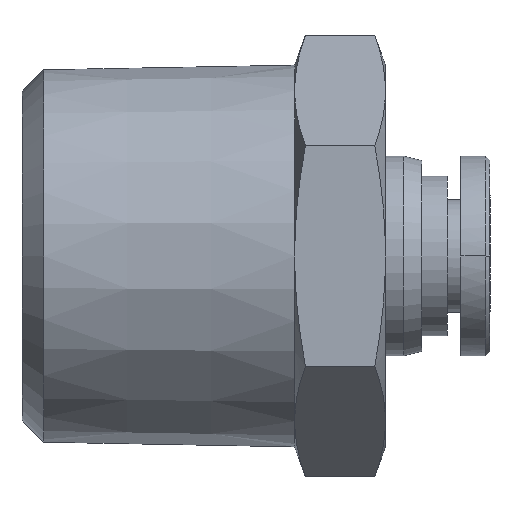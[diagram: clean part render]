
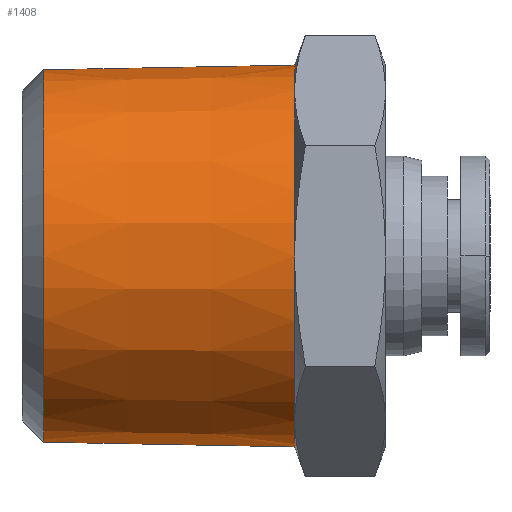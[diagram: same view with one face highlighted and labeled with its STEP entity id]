
A CAD part, front view. The second image highlights one B-rep face of the part: STEP entity #1408.
In plain terms, the highlighted conical face has half-angle 1.06 degrees and reference radius 10.5 mm.
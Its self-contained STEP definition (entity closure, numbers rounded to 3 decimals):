
#28 = VECTOR ( 'NONE', #2184, 1000. ) ;
#176 = AXIS2_PLACEMENT_3D ( 'NONE', #9948, #6103, #10185 ) ;
#540 = VERTEX_POINT ( 'NONE', #11775 ) ;
#794 = DIRECTION ( 'NONE',  ( 1., 0., 0. ) ) ;
#883 = ORIENTED_EDGE ( 'NONE', *, *, #6639, .F. ) ;
#1196 = VERTEX_POINT ( 'NONE', #10760 ) ;
#1273 = EDGE_CURVE ( 'NONE', #5331, #11929, #9607, .T. ) ;
#1324 = ORIENTED_EDGE ( 'NONE', *, *, #12190, .T. ) ;
#1329 = CIRCLE ( 'NONE', #9320, 10.5 ) ;
#1408 = ADVANCED_FACE ( 'NONE', ( #10647 ), #7433, .T. ) ;
#1409 = VECTOR ( 'NONE', #11605, 1000. ) ;
#1733 = CIRCLE ( 'NONE', #7053, 10.5 ) ;
#1971 = ORIENTED_EDGE ( 'NONE', *, *, #3468, .T. ) ;
#2184 = DIRECTION ( 'NONE',  ( 1., 0., 0.018 ) ) ;
#2510 = ORIENTED_EDGE ( 'NONE', *, *, #11059, .T. ) ;
#2619 = ORIENTED_EDGE ( 'NONE', *, *, #7652, .T. ) ;
#2651 = DIRECTION ( 'NONE',  ( 0., 0., 1. ) ) ;
#2756 = DIRECTION ( 'NONE',  ( -1., 0., 0. ) ) ;
#3191 = LINE ( 'NONE', #7038, #28 ) ;
#3220 = DIRECTION ( 'NONE',  ( 0., 0., 1. ) ) ;
#3468 = EDGE_CURVE ( 'NONE', #540, #11020, #1329, .T. ) ;
#3748 = ORIENTED_EDGE ( 'NONE', *, *, #8874, .T. ) ;
#3816 = AXIS2_PLACEMENT_3D ( 'NONE', #9023, #4173, #3220 ) ;
#4173 = DIRECTION ( 'NONE',  ( -1., 0., 0. ) ) ;
#4558 = CARTESIAN_POINT ( 'NONE',  ( 24.247, 17.287, -5.902 ) ) ;
#4601 = CARTESIAN_POINT ( 'NONE',  ( 10.446, 17.287, 4.342 ) ) ;
#4830 = CARTESIAN_POINT ( 'NONE',  ( 24.247, 17.287, -16.402 ) ) ;
#5290 = CIRCLE ( 'NONE', #3816, 10.5 ) ;
#5331 = VERTEX_POINT ( 'NONE', #5604 ) ;
#5604 = CARTESIAN_POINT ( 'NONE',  ( 10.446, 17.287, -16.147 ) ) ;
#5800 = CARTESIAN_POINT ( 'NONE',  ( 10.446, 17.287, -5.902 ) ) ;
#6103 = DIRECTION ( 'NONE',  ( 1., 0., 0. ) ) ;
#6502 = DIRECTION ( 'NONE',  ( -1., 0., 0. ) ) ;
#6637 = DIRECTION ( 'NONE',  ( 0., 0., 1. ) ) ;
#6639 = EDGE_CURVE ( 'NONE', #11057, #11020, #3191, .T. ) ;
#7038 = CARTESIAN_POINT ( 'NONE',  ( 24.247, 17.287, 4.598 ) ) ;
#7053 = AXIS2_PLACEMENT_3D ( 'NONE', #9472, #6502, #9379 ) ;
#7201 = ORIENTED_EDGE ( 'NONE', *, *, #1273, .T. ) ;
#7433 = CONICAL_SURFACE ( 'NONE', #176, 10.5, 0.018 ) ;
#7454 = CARTESIAN_POINT ( 'NONE',  ( 24.247, 17.287, 4.598 ) ) ;
#7652 = EDGE_CURVE ( 'NONE', #11057, #5331, #9437, .T. ) ;
#8874 = EDGE_CURVE ( 'NONE', #11392, #1196, #9987, .T. ) ;
#9023 = CARTESIAN_POINT ( 'NONE',  ( 24.247, 17.287, -5.902 ) ) ;
#9320 = AXIS2_PLACEMENT_3D ( 'NONE', #4558, #12191, #2651 ) ;
#9379 = DIRECTION ( 'NONE',  ( 0., 0., 1. ) ) ;
#9437 = CIRCLE ( 'NONE', #10743, 10.245 ) ;
#9472 = CARTESIAN_POINT ( 'NONE',  ( 24.247, 17.287, -5.902 ) ) ;
#9598 = DIRECTION ( 'NONE',  ( 0., 0., 1. ) ) ;
#9607 = LINE ( 'NONE', #4830, #1409 ) ;
#9793 = CARTESIAN_POINT ( 'NONE',  ( 24.247, 17.287, -16.402 ) ) ;
#9948 = CARTESIAN_POINT ( 'NONE',  ( 24.247, 17.287, -5.902 ) ) ;
#9987 = CIRCLE ( 'NONE', #10439, 10.5 ) ;
#10185 = DIRECTION ( 'NONE',  ( 0., 0., -1. ) ) ;
#10439 = AXIS2_PLACEMENT_3D ( 'NONE', #10521, #2756, #9598 ) ;
#10521 = CARTESIAN_POINT ( 'NONE',  ( 24.247, 17.287, -5.902 ) ) ;
#10647 = FACE_OUTER_BOUND ( 'NONE', #11596, .T. ) ;
#10743 = AXIS2_PLACEMENT_3D ( 'NONE', #5800, #794, #6637 ) ;
#10760 = CARTESIAN_POINT ( 'NONE',  ( 24.247, 6.787, -5.902 ) ) ;
#11020 = VERTEX_POINT ( 'NONE', #7454 ) ;
#11057 = VERTEX_POINT ( 'NONE', #4601 ) ;
#11059 = EDGE_CURVE ( 'NONE', #1196, #540, #1733, .T. ) ;
#11392 = VERTEX_POINT ( 'NONE', #12426 ) ;
#11596 = EDGE_LOOP ( 'NONE', ( #883, #2619, #7201, #1324, #3748, #2510, #1971 ) ) ;
#11605 = DIRECTION ( 'NONE',  ( 1., 0., -0.018 ) ) ;
#11775 = CARTESIAN_POINT ( 'NONE',  ( 24.247, 12.037, 3.191 ) ) ;
#11929 = VERTEX_POINT ( 'NONE', #9793 ) ;
#12190 = EDGE_CURVE ( 'NONE', #11929, #11392, #5290, .T. ) ;
#12191 = DIRECTION ( 'NONE',  ( -1., 0., 0. ) ) ;
#12426 = CARTESIAN_POINT ( 'NONE',  ( 24.247, 12.037, -14.996 ) ) ;
